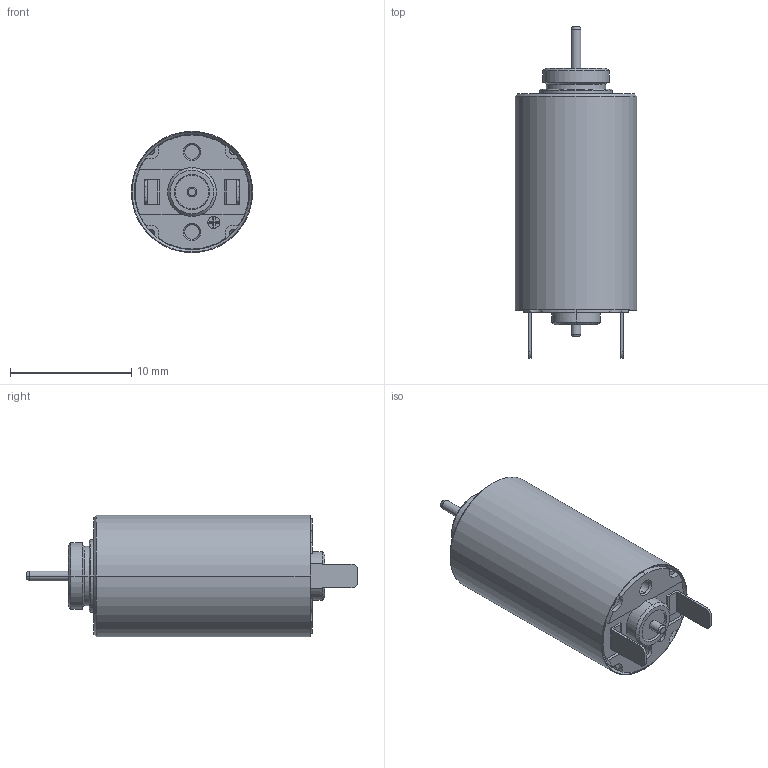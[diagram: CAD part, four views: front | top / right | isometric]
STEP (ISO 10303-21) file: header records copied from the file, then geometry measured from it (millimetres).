
FILE_DESCRIPTION((''),'2;1');
FILE_NAME('10NS_61_105C_5','2015-11-05T',('nishant.babu'),(''),'PRO/ENGINEER BY PARAMETRIC TECHNOLOGY CORPORATION, 2014310','PRO/ENGINEER BY PARAMETRIC TECHNOLOGY CORPORATION, 2014310','');
FILE_SCHEMA(('CONFIG_CONTROL_DESIGN'));
Length unit declared in the file: millimetre
Products named in the file (1): 10NS_61_105C_5
Bounding box: 10 x 27.35 x 10 mm (x, y, z)
Volume: 1457.5 mm3; surface area: 1017.6 mm2
Topology: 1 solids, 1 shells, 157 faces, 382 edges, 239 vertices
Faces by surface type: plane 79, cylinder 48, cone 28, torus 2
Entity records: 4718 total; most frequent: CARTESIAN_POINT 878, DIRECTION 856, ORIENTED_EDGE 764, EDGE_CURVE 382, AXIS2_PLACEMENT_3D 337, VERTEX_POINT 239, VECTOR 182, LINE 182
